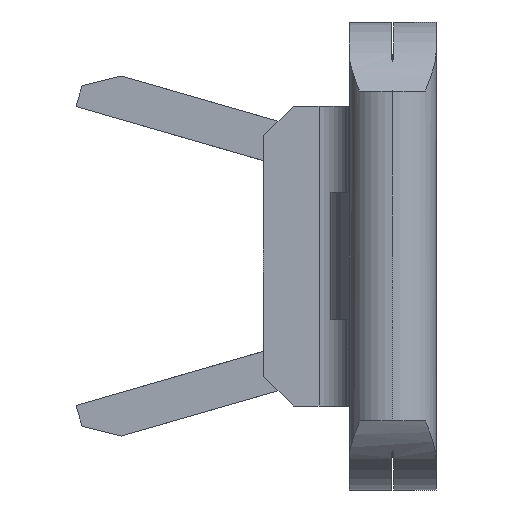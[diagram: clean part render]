
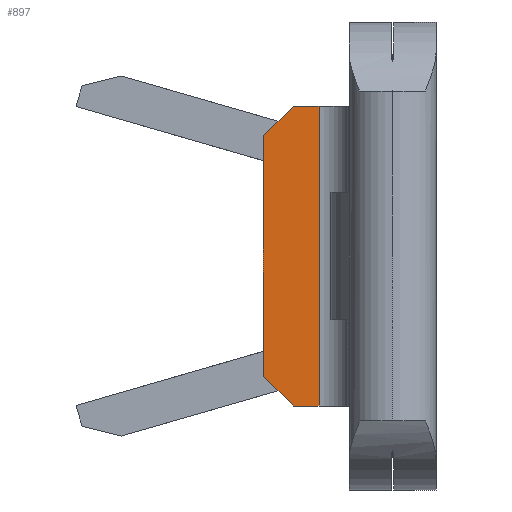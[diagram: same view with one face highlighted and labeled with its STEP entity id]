
A CAD part, left-side view. The second image highlights one B-rep face of the part: STEP entity #897.
In plain terms, the highlighted planar face has unit normal (-1, 0, 0).
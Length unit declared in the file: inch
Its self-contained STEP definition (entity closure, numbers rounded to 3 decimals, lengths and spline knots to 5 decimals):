
#38 = ORIENTED_EDGE ( 'NONE', *, *, #5124, .T. ) ;
#57 = ORIENTED_EDGE ( 'NONE', *, *, #1896, .F. ) ;
#192 = VECTOR ( 'NONE', #4462, 39.37008 ) ;
#214 = VECTOR ( 'NONE', #1853, 39.37008 ) ;
#239 = CARTESIAN_POINT ( 'NONE',  ( 0.861, 0.086, 0.1 ) ) ;
#533 = FACE_OUTER_BOUND ( 'NONE', #769, .T. ) ;
#703 = EDGE_CURVE ( 'NONE', #2505, #2839, #1334, .T. ) ;
#746 = DIRECTION ( 'NONE',  ( 0., 0.707, -0.707 ) ) ;
#769 = EDGE_LOOP ( 'NONE', ( #3156, #1666, #4941, #3021, #38, #57 ) ) ;
#897 = ADVANCED_FACE ( 'NONE', ( #533 ), #1658, .F. ) ;
#986 = LINE ( 'NONE', #3926, #3400 ) ;
#1193 = DIRECTION ( 'NONE',  ( 0., 0., -1. ) ) ;
#1222 = VERTEX_POINT ( 'NONE', #4792 ) ;
#1257 = CARTESIAN_POINT ( 'NONE',  ( 0.861, 0.049, -0.1 ) ) ;
#1334 = LINE ( 'NONE', #239, #192 ) ;
#1352 = LINE ( 'NONE', #5114, #214 ) ;
#1508 = VERTEX_POINT ( 'NONE', #1257 ) ;
#1586 = CARTESIAN_POINT ( 'NONE',  ( 0.861, 0.066, 0.1 ) ) ;
#1658 = PLANE ( 'NONE',  #3457 ) ;
#1666 = ORIENTED_EDGE ( 'NONE', *, *, #1748, .T. ) ;
#1748 = EDGE_CURVE ( 'NONE', #2839, #1222, #2936, .T. ) ;
#1787 = DIRECTION ( 'NONE',  ( 0., 0., -1. ) ) ;
#1853 = DIRECTION ( 'NONE',  ( 0., -1., 0. ) ) ;
#1896 = EDGE_CURVE ( 'NONE', #2505, #1508, #986, .T. ) ;
#1967 = LINE ( 'NONE', #4943, #5112 ) ;
#2277 = DIRECTION ( 'NONE',  ( 0., -0.707, -0.707 ) ) ;
#2505 = VERTEX_POINT ( 'NONE', #5037 ) ;
#2526 = DIRECTION ( 'NONE',  ( 0., 1., 0. ) ) ;
#2710 = VERTEX_POINT ( 'NONE', #2811 ) ;
#2798 = VECTOR ( 'NONE', #746, 39.37008 ) ;
#2811 = CARTESIAN_POINT ( 'NONE',  ( 0.861, 0.066, -0.1 ) ) ;
#2839 = VERTEX_POINT ( 'NONE', #4513 ) ;
#2936 = LINE ( 'NONE', #1586, #2798 ) ;
#3021 = ORIENTED_EDGE ( 'NONE', *, *, #3360, .T. ) ;
#3156 = ORIENTED_EDGE ( 'NONE', *, *, #703, .T. ) ;
#3180 = VERTEX_POINT ( 'NONE', #3881 ) ;
#3360 = EDGE_CURVE ( 'NONE', #3180, #2710, #5118, .T. ) ;
#3400 = VECTOR ( 'NONE', #1787, 39.37008 ) ;
#3457 = AXIS2_PLACEMENT_3D ( 'NONE', #4577, #4958, #2526 ) ;
#3556 = CARTESIAN_POINT ( 'NONE',  ( 0.861, 0.066, -0.1 ) ) ;
#3881 = CARTESIAN_POINT ( 'NONE',  ( 0.861, 0.086, -0.08 ) ) ;
#3926 = CARTESIAN_POINT ( 'NONE',  ( 0.861, 0.049, 0.156 ) ) ;
#4408 = EDGE_CURVE ( 'NONE', #1222, #3180, #1967, .T. ) ;
#4462 = DIRECTION ( 'NONE',  ( 0., 1., 0. ) ) ;
#4513 = CARTESIAN_POINT ( 'NONE',  ( 0.861, 0.066, 0.1 ) ) ;
#4577 = CARTESIAN_POINT ( 'NONE',  ( 0.861, 0.086, 0.156 ) ) ;
#4792 = CARTESIAN_POINT ( 'NONE',  ( 0.861, 0.086, 0.08 ) ) ;
#4941 = ORIENTED_EDGE ( 'NONE', *, *, #4408, .T. ) ;
#4943 = CARTESIAN_POINT ( 'NONE',  ( 0.861, 0.086, 0.156 ) ) ;
#4958 = DIRECTION ( 'NONE',  ( 1., 0., 0. ) ) ;
#5037 = CARTESIAN_POINT ( 'NONE',  ( 0.861, 0.049, 0.1 ) ) ;
#5112 = VECTOR ( 'NONE', #1193, 39.37008 ) ;
#5114 = CARTESIAN_POINT ( 'NONE',  ( 0.861, 0.086, -0.1 ) ) ;
#5118 = LINE ( 'NONE', #3556, #5338 ) ;
#5124 = EDGE_CURVE ( 'NONE', #2710, #1508, #1352, .T. ) ;
#5338 = VECTOR ( 'NONE', #2277, 39.37008 ) ;
